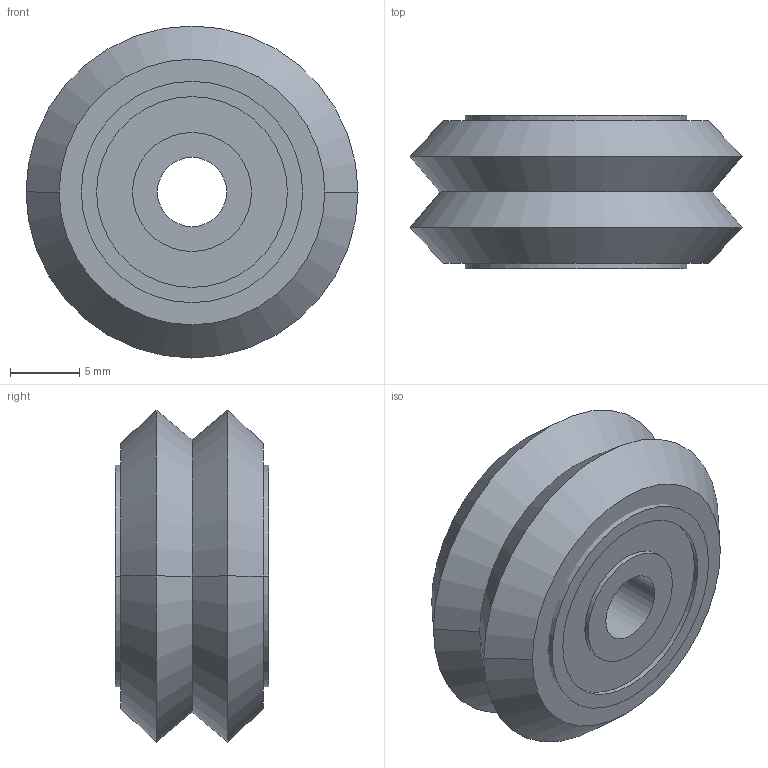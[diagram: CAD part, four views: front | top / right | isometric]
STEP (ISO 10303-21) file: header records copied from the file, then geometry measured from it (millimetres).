
FILE_DESCRIPTION (( 'STEP AP214' ), '1' );
FILE_NAME ('A102 栖闉罻 豂錒罻.STEP', '2019-06-10T09:34:53', ( 'Windows User' ), ( '' ), 'SwSTEP 2.0', 'SolidWorks 2018', '' );
FILE_SCHEMA (( 'AUTOMOTIVE_DESIGN' ));
Length unit declared in the file: millimetre
Products named in the file (4): A102 Äâîéíîé àëþìèíèåâûé ðîëèê äëÿ V-ïàçà, O 24 ìì_00; A180 Ïîäøèïíèê 625rs, O 5  O 16; A211 Âûñîêîòî÷íàÿ äèñòàíöèîííàÿ øàéáà 5 ìì_00; A102 栖闉罻 豂錒罻
Assembly tree (4 placements, depth 2):
  A102 栖闉罻 豂錒罻
    A102 Äâîéíîé àëþìèíèåâûé ðîëèê äëÿ V-ïàçà, O 24 ìì_00
    A180 Ïîäøèïíèê 625rs, O 5  O 16  x2
    A211 Âûñîêîòî÷íàÿ äèñòàíöèîííàÿ øàéáà 5 ìì_00
Bounding box: 24 x 11.1 x 24 mm (x, y, z)
Volume: 3657.5 mm3; surface area: 3371 mm2
Topology: 4 solids, 4 shells, 60 faces, 120 edges, 78 vertices
Faces by surface type: cylinder 34, plane 18, cone 8
Entity records: 1310 total; most frequent: DIRECTION 236, CARTESIAN_POINT 187, ORIENTED_EDGE 168, AXIS2_PLACEMENT_3D 103, EDGE_CURVE 84, CIRCLE 54, EDGE_LOOP 54, VERTEX_POINT 54
